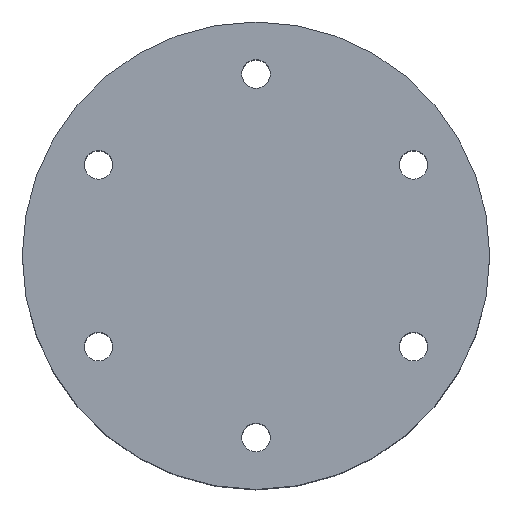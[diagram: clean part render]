
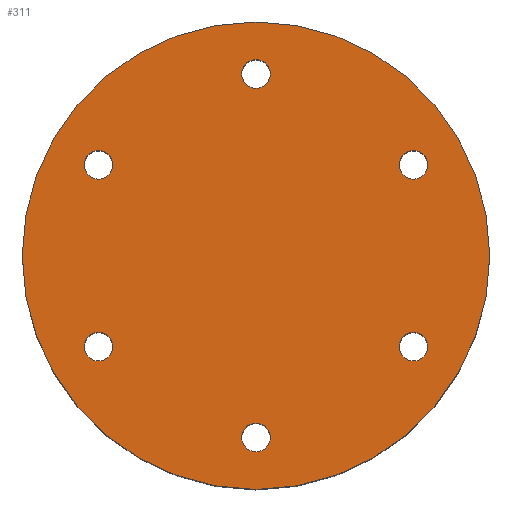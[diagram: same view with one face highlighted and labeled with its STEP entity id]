
A CAD part, top view. The second image highlights one B-rep face of the part: STEP entity #311.
In plain terms, the highlighted planar face has unit normal (0, 0, 1).
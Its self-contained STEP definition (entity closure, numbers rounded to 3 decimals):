
#1 = CARTESIAN_POINT ( 'NONE',  ( -33.061, 17.5, 60. ) ) ;
#2 = CARTESIAN_POINT ( 'NONE',  ( -30.311, 17.5, 60. ) ) ;
#4 = AXIS2_PLACEMENT_3D ( 'NONE', #487, #5, #578 ) ;
#5 = DIRECTION ( 'NONE',  ( 0., 0., 1. ) ) ;
#7 = EDGE_CURVE ( 'NONE', #259, #349, #554, .T. ) ;
#8 = CARTESIAN_POINT ( 'NONE',  ( -2.75, -35., 60. ) ) ;
#11 = CARTESIAN_POINT ( 'NONE',  ( 2.75, 35., 60. ) ) ;
#20 = ORIENTED_EDGE ( 'NONE', *, *, #543, .F. ) ;
#24 = EDGE_CURVE ( 'NONE', #151, #276, #314, .T. ) ;
#26 = ORIENTED_EDGE ( 'NONE', *, *, #149, .F. ) ;
#28 = EDGE_CURVE ( 'NONE', #164, #143, #124, .T. ) ;
#32 = FACE_BOUND ( 'NONE', #302, .T. ) ;
#38 = CARTESIAN_POINT ( 'NONE',  ( 0., 0., 60. ) ) ;
#40 = DIRECTION ( 'NONE',  ( 0., 0., 1. ) ) ;
#43 = DIRECTION ( 'NONE',  ( 1., 0., 0. ) ) ;
#46 = VERTEX_POINT ( 'NONE', #328 ) ;
#48 = CARTESIAN_POINT ( 'NONE',  ( 2.75, -35., 60. ) ) ;
#54 = CIRCLE ( 'NONE', #308, 2.75 ) ;
#58 = CARTESIAN_POINT ( 'NONE',  ( 0., 35., 60. ) ) ;
#61 = EDGE_LOOP ( 'NONE', ( #323, #421 ) ) ;
#65 = AXIS2_PLACEMENT_3D ( 'NONE', #58, #147, #480 ) ;
#77 = EDGE_CURVE ( 'NONE', #553, #489, #324, .T. ) ;
#83 = FACE_BOUND ( 'NONE', #404, .T. ) ;
#86 = FACE_BOUND ( 'NONE', #307, .T. ) ;
#108 = CARTESIAN_POINT ( 'NONE',  ( 30.311, 17.5, 60. ) ) ;
#109 = EDGE_CURVE ( 'NONE', #419, #46, #54, .T. ) ;
#112 = DIRECTION ( 'NONE',  ( 1., 0., 0. ) ) ;
#116 = VERTEX_POINT ( 'NONE', #11 ) ;
#118 = AXIS2_PLACEMENT_3D ( 'NONE', #371, #418, #43 ) ;
#124 = CIRCLE ( 'NONE', #137, 2.75 ) ;
#126 = CIRCLE ( 'NONE', #245, 2.75 ) ;
#130 = FACE_BOUND ( 'NONE', #416, .T. ) ;
#137 = AXIS2_PLACEMENT_3D ( 'NONE', #184, #40, #288 ) ;
#140 = EDGE_CURVE ( 'NONE', #154, #212, #445, .T. ) ;
#141 = CARTESIAN_POINT ( 'NONE',  ( 27.561, 17.5, 60. ) ) ;
#143 = VERTEX_POINT ( 'NONE', #48 ) ;
#147 = DIRECTION ( 'NONE',  ( 0., 0., 1. ) ) ;
#149 = EDGE_CURVE ( 'NONE', #594, #116, #173, .T. ) ;
#150 = DIRECTION ( 'NONE',  ( 0., 0., 1. ) ) ;
#151 = VERTEX_POINT ( 'NONE', #250 ) ;
#154 = VERTEX_POINT ( 'NONE', #439 ) ;
#164 = VERTEX_POINT ( 'NONE', #8 ) ;
#167 = AXIS2_PLACEMENT_3D ( 'NONE', #38, #191, #379 ) ;
#173 = CIRCLE ( 'NONE', #65, 2.75 ) ;
#174 = AXIS2_PLACEMENT_3D ( 'NONE', #567, #617, #195 ) ;
#178 = EDGE_CURVE ( 'NONE', #212, #154, #409, .T. ) ;
#179 = EDGE_LOOP ( 'NONE', ( #391, #547 ) ) ;
#184 = CARTESIAN_POINT ( 'NONE',  ( 0., -35., 60. ) ) ;
#190 = CIRCLE ( 'NONE', #4, 2.75 ) ;
#191 = DIRECTION ( 'NONE',  ( 0., 0., 1. ) ) ;
#195 = DIRECTION ( 'NONE',  ( 1., 0., 0. ) ) ;
#196 = DIRECTION ( 'NONE',  ( 1., 0., 0. ) ) ;
#198 = CARTESIAN_POINT ( 'NONE',  ( -45., 0., 60. ) ) ;
#212 = VERTEX_POINT ( 'NONE', #231 ) ;
#222 = EDGE_LOOP ( 'NONE', ( #396, #271 ) ) ;
#227 = EDGE_CURVE ( 'NONE', #349, #259, #272, .T. ) ;
#231 = CARTESIAN_POINT ( 'NONE',  ( -33.061, -17.5, 60. ) ) ;
#236 = PLANE ( 'NONE',  #167 ) ;
#240 = DIRECTION ( 'NONE',  ( 0., 0., 1. ) ) ;
#245 = AXIS2_PLACEMENT_3D ( 'NONE', #108, #297, #527 ) ;
#246 = DIRECTION ( 'NONE',  ( 1., 0., 0. ) ) ;
#247 = CARTESIAN_POINT ( 'NONE',  ( -27.561, 17.5, 60. ) ) ;
#250 = CARTESIAN_POINT ( 'NONE',  ( 33.061, 17.5, 60. ) ) ;
#252 = DIRECTION ( 'NONE',  ( 1., 0., 0. ) ) ;
#254 = CIRCLE ( 'NONE', #118, 2.75 ) ;
#259 = VERTEX_POINT ( 'NONE', #471 ) ;
#263 = AXIS2_PLACEMENT_3D ( 'NONE', #280, #374, #246 ) ;
#268 = ORIENTED_EDGE ( 'NONE', *, *, #28, .F. ) ;
#270 = EDGE_CURVE ( 'NONE', #143, #164, #254, .T. ) ;
#271 = ORIENTED_EDGE ( 'NONE', *, *, #320, .F. ) ;
#272 = CIRCLE ( 'NONE', #609, 45. ) ;
#276 = VERTEX_POINT ( 'NONE', #141 ) ;
#280 = CARTESIAN_POINT ( 'NONE',  ( 0., 0., 60. ) ) ;
#285 = FACE_BOUND ( 'NONE', #179, .T. ) ;
#288 = DIRECTION ( 'NONE',  ( 1., 0., 0. ) ) ;
#290 = AXIS2_PLACEMENT_3D ( 'NONE', #2, #150, #196 ) ;
#292 = CIRCLE ( 'NONE', #174, 2.75 ) ;
#297 = DIRECTION ( 'NONE',  ( 0., 0., 1. ) ) ;
#302 = EDGE_LOOP ( 'NONE', ( #454, #366 ) ) ;
#307 = EDGE_LOOP ( 'NONE', ( #26, #20 ) ) ;
#308 = AXIS2_PLACEMENT_3D ( 'NONE', #568, #521, #252 ) ;
#311 = ADVANCED_FACE ( 'NONE', ( #130, #32, #86, #556, #285, #83, #467 ), #236, .T. ) ;
#314 = CIRCLE ( 'NONE', #402, 2.75 ) ;
#320 = EDGE_CURVE ( 'NONE', #489, #553, #410, .T. ) ;
#321 = DIRECTION ( 'NONE',  ( 1., 0., 0. ) ) ;
#323 = ORIENTED_EDGE ( 'NONE', *, *, #227, .T. ) ;
#324 = CIRCLE ( 'NONE', #290, 2.75 ) ;
#328 = CARTESIAN_POINT ( 'NONE',  ( 33.061, -17.5, 60. ) ) ;
#333 = CARTESIAN_POINT ( 'NONE',  ( 0., 0., 60. ) ) ;
#341 = CARTESIAN_POINT ( 'NONE',  ( -30.311, -17.5, 60. ) ) ;
#345 = DIRECTION ( 'NONE',  ( 1., 0., 0. ) ) ;
#349 = VERTEX_POINT ( 'NONE', #198 ) ;
#352 = EDGE_CURVE ( 'NONE', #46, #419, #190, .T. ) ;
#366 = ORIENTED_EDGE ( 'NONE', *, *, #352, .F. ) ;
#371 = CARTESIAN_POINT ( 'NONE',  ( 0., -35., 60. ) ) ;
#374 = DIRECTION ( 'NONE',  ( 0., 0., 1. ) ) ;
#379 = DIRECTION ( 'NONE',  ( 1., 0., 0. ) ) ;
#389 = EDGE_CURVE ( 'NONE', #276, #151, #126, .T. ) ;
#391 = ORIENTED_EDGE ( 'NONE', *, *, #389, .F. ) ;
#396 = ORIENTED_EDGE ( 'NONE', *, *, #77, .F. ) ;
#402 = AXIS2_PLACEMENT_3D ( 'NONE', #560, #564, #457 ) ;
#404 = EDGE_LOOP ( 'NONE', ( #268, #417 ) ) ;
#409 = CIRCLE ( 'NONE', #509, 2.75 ) ;
#410 = CIRCLE ( 'NONE', #452, 2.75 ) ;
#416 = EDGE_LOOP ( 'NONE', ( #474, #572 ) ) ;
#417 = ORIENTED_EDGE ( 'NONE', *, *, #270, .F. ) ;
#418 = DIRECTION ( 'NONE',  ( 0., 0., 1. ) ) ;
#419 = VERTEX_POINT ( 'NONE', #472 ) ;
#421 = ORIENTED_EDGE ( 'NONE', *, *, #7, .T. ) ;
#430 = CARTESIAN_POINT ( 'NONE',  ( -30.311, -17.5, 60. ) ) ;
#434 = AXIS2_PLACEMENT_3D ( 'NONE', #341, #478, #473 ) ;
#439 = CARTESIAN_POINT ( 'NONE',  ( -27.561, -17.5, 60. ) ) ;
#445 = CIRCLE ( 'NONE', #434, 2.75 ) ;
#452 = AXIS2_PLACEMENT_3D ( 'NONE', #582, #539, #112 ) ;
#454 = ORIENTED_EDGE ( 'NONE', *, *, #109, .F. ) ;
#457 = DIRECTION ( 'NONE',  ( 1., 0., 0. ) ) ;
#467 = FACE_BOUND ( 'NONE', #222, .T. ) ;
#471 = CARTESIAN_POINT ( 'NONE',  ( 45., 0., 60. ) ) ;
#472 = CARTESIAN_POINT ( 'NONE',  ( 27.561, -17.5, 60. ) ) ;
#473 = DIRECTION ( 'NONE',  ( 1., 0., 0. ) ) ;
#474 = ORIENTED_EDGE ( 'NONE', *, *, #178, .F. ) ;
#478 = DIRECTION ( 'NONE',  ( 0., 0., 1. ) ) ;
#480 = DIRECTION ( 'NONE',  ( 1., 0., 0. ) ) ;
#487 = CARTESIAN_POINT ( 'NONE',  ( 30.311, -17.5, 60. ) ) ;
#489 = VERTEX_POINT ( 'NONE', #247 ) ;
#509 = AXIS2_PLACEMENT_3D ( 'NONE', #430, #618, #345 ) ;
#521 = DIRECTION ( 'NONE',  ( 0., 0., 1. ) ) ;
#527 = DIRECTION ( 'NONE',  ( 1., 0., 0. ) ) ;
#539 = DIRECTION ( 'NONE',  ( 0., 0., 1. ) ) ;
#540 = CARTESIAN_POINT ( 'NONE',  ( -2.75, 35., 60. ) ) ;
#543 = EDGE_CURVE ( 'NONE', #116, #594, #292, .T. ) ;
#547 = ORIENTED_EDGE ( 'NONE', *, *, #24, .F. ) ;
#553 = VERTEX_POINT ( 'NONE', #1 ) ;
#554 = CIRCLE ( 'NONE', #263, 45. ) ;
#556 = FACE_OUTER_BOUND ( 'NONE', #61, .T. ) ;
#560 = CARTESIAN_POINT ( 'NONE',  ( 30.311, 17.5, 60. ) ) ;
#564 = DIRECTION ( 'NONE',  ( 0., 0., 1. ) ) ;
#567 = CARTESIAN_POINT ( 'NONE',  ( 0., 35., 60. ) ) ;
#568 = CARTESIAN_POINT ( 'NONE',  ( 30.311, -17.5, 60. ) ) ;
#572 = ORIENTED_EDGE ( 'NONE', *, *, #140, .F. ) ;
#578 = DIRECTION ( 'NONE',  ( 1., 0., 0. ) ) ;
#582 = CARTESIAN_POINT ( 'NONE',  ( -30.311, 17.5, 60. ) ) ;
#594 = VERTEX_POINT ( 'NONE', #540 ) ;
#609 = AXIS2_PLACEMENT_3D ( 'NONE', #333, #240, #321 ) ;
#617 = DIRECTION ( 'NONE',  ( 0., 0., 1. ) ) ;
#618 = DIRECTION ( 'NONE',  ( 0., 0., 1. ) ) ;
